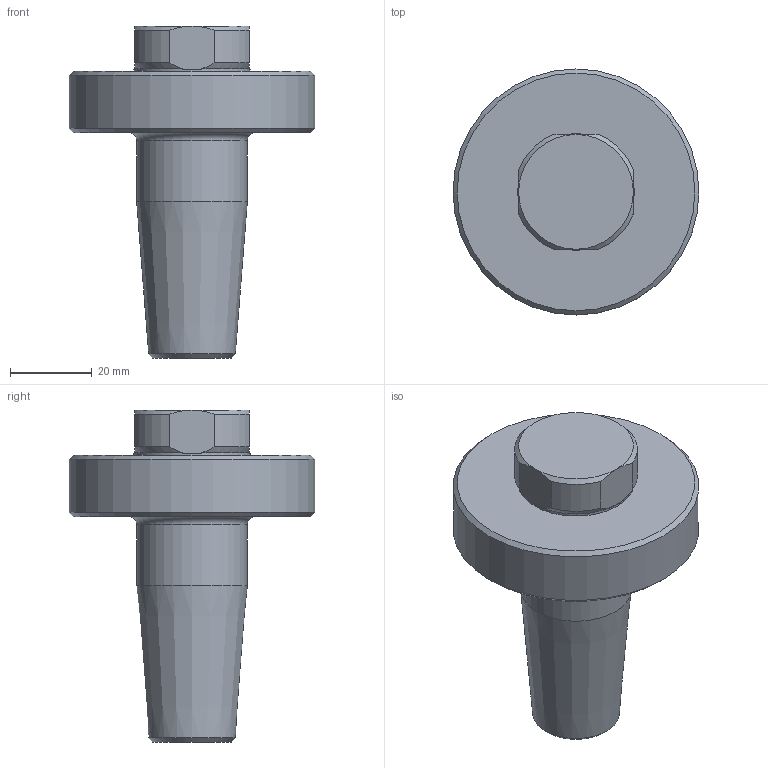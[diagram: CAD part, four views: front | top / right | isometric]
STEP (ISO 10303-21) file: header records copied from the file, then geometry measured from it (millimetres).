
FILE_DESCRIPTION(/* description */ (''),/* implementation_level */ '2;1');
FILE_NAME(/* name */ 'SAH-2341006235.stp',/* time_stamp */ '2018-03-16T14:53:48+05:00',/* author */ (''),/* organization */ (''),/* preprocessor_version */ 'ST-DEVELOPER v16',/* originating_system */ 'SIEMENS PLM Software NX 11.0',/* authorisation */ '');
FILE_SCHEMA (('AUTOMOTIVE_DESIGN { 1 0 10303 214 3 1 1 1 }'));
Length unit declared in the file: millimetre
Products named in the file (1): SAH-2341006235
Bounding box: 60 x 60 x 81 mm (x, y, z)
Volume: 75556 mm3; surface area: 15244.8 mm2
Topology: 2 solids, 2 shells, 36 faces, 80 edges, 50 vertices
Faces by surface type: plane 14, cone 13, cylinder 8, torus 1
Full cylindrical faces by diameter (mm): 6 x1, 27 x1, 28.4 x1, 60 x1
Entity records: 1019 total; most frequent: CARTESIAN_POINT 206, DIRECTION 166, ORIENTED_EDGE 138, AXIS2_PLACEMENT_3D 73, EDGE_CURVE 69, VERTEX_POINT 49, EDGE_LOOP 48, ADVANCED_FACE 36
